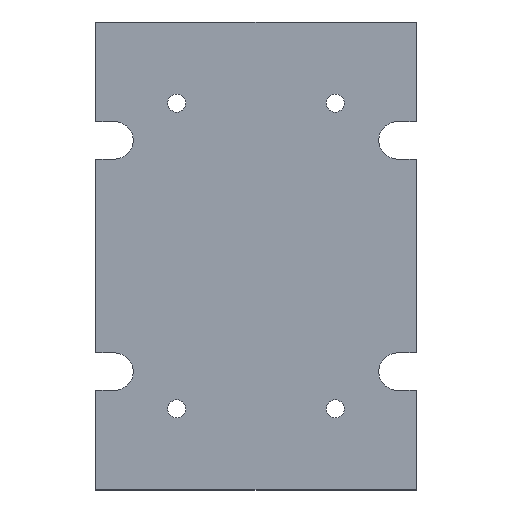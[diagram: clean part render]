
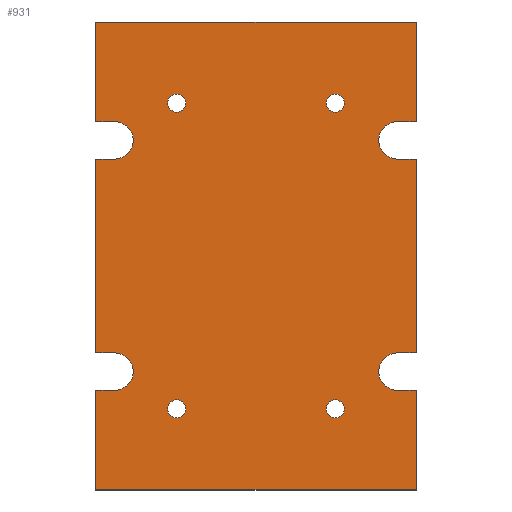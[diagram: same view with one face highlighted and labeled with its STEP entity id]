
A CAD part, top view. The second image highlights one B-rep face of the part: STEP entity #931.
In plain terms, the highlighted planar face has unit normal (0, 0, 1).
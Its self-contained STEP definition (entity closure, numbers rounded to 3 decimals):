
#105=CARTESIAN_POINT('',(1.6,0.,0.0));
#106=VERTEX_POINT('',#105);
#107=CARTESIAN_POINT('',(0.0,0.,0.0));
#108=DIRECTION('',(0.0,0.0,-1.0));
#109=DIRECTION('',(1.0,0.0,0.0));
#110=AXIS2_PLACEMENT_3D('',#107,#108,#109);
#111=CIRCLE('',#110,1.6);
#112=EDGE_CURVE('',#106,#106,#111,.T.);
#154=CARTESIAN_POINT('',(1.6,54.0,0.0));
#155=VERTEX_POINT('',#154);
#156=CARTESIAN_POINT('',(0.,54.0,0.0));
#157=DIRECTION('',(0.0,0.0,-1.0));
#158=DIRECTION('',(1.0,0.0,0.0));
#159=AXIS2_PLACEMENT_3D('',#156,#157,#158);
#160=CIRCLE('',#159,1.6);
#161=EDGE_CURVE('',#155,#155,#160,.T.);
#203=CARTESIAN_POINT('',(29.6,54.,0.0));
#204=VERTEX_POINT('',#203);
#205=CARTESIAN_POINT('',(28.,54.,0.0));
#206=DIRECTION('',(0.0,0.0,-1.0));
#207=DIRECTION('',(1.0,0.0,0.0));
#208=AXIS2_PLACEMENT_3D('',#205,#206,#207);
#209=CIRCLE('',#208,1.6);
#210=EDGE_CURVE('',#204,#204,#209,.T.);
#252=CARTESIAN_POINT('',(29.6,0.,0.0));
#253=VERTEX_POINT('',#252);
#254=CARTESIAN_POINT('',(28.,0.,0.0));
#255=DIRECTION('',(0.0,0.0,-1.0));
#256=DIRECTION('',(1.0,0.0,0.0));
#257=AXIS2_PLACEMENT_3D('',#254,#255,#256);
#258=CIRCLE('',#257,1.6);
#259=EDGE_CURVE('',#253,#253,#258,.T.);
#279=CARTESIAN_POINT('',(-14.306,50.747,0.0));
#280=VERTEX_POINT('',#279);
#287=CARTESIAN_POINT('',(-14.306,68.331,0.0));
#288=VERTEX_POINT('',#287);
#289=CARTESIAN_POINT('',(-14.306,50.747,0.0));
#290=DIRECTION('',(0.0,1.0,0.0));
#291=VECTOR('',#290,17.584);
#292=LINE('',#289,#291);
#293=EDGE_CURVE('',#280,#288,#292,.T.);
#317=CARTESIAN_POINT('',(-11.,50.747,0.0));
#318=VERTEX_POINT('',#317);
#325=CARTESIAN_POINT('',(-11.,50.747,0.0));
#326=DIRECTION('',(-1.0,0.0,0.0));
#327=VECTOR('',#326,3.306);
#328=LINE('',#325,#327);
#329=EDGE_CURVE('',#318,#280,#328,.T.);
#349=CARTESIAN_POINT('',(-11.,44.115,0.0));
#350=VERTEX_POINT('',#349);
#357=CARTESIAN_POINT('',(-11.,47.431,0.0));
#358=DIRECTION('',(0.0,0.0,1.0));
#359=DIRECTION('',(0.0,-1.0,0.0));
#360=AXIS2_PLACEMENT_3D('',#357,#358,#359);
#361=CIRCLE('',#360,3.316);
#362=EDGE_CURVE('',#350,#318,#361,.T.);
#381=CARTESIAN_POINT('',(-14.306,44.115,0.0));
#382=VERTEX_POINT('',#381);
#389=CARTESIAN_POINT('',(-14.306,44.115,0.0));
#390=DIRECTION('',(1.0,0.0,0.0));
#391=VECTOR('',#390,3.306);
#392=LINE('',#389,#391);
#393=EDGE_CURVE('',#382,#350,#392,.T.);
#412=CARTESIAN_POINT('',(-14.306,9.885,0.0));
#413=VERTEX_POINT('',#412);
#420=CARTESIAN_POINT('',(-14.306,9.885,0.0));
#421=DIRECTION('',(0.0,1.0,0.0));
#422=VECTOR('',#421,34.23);
#423=LINE('',#420,#422);
#424=EDGE_CURVE('',#413,#382,#423,.T.);
#443=CARTESIAN_POINT('',(-11.,9.885,0.0));
#444=VERTEX_POINT('',#443);
#451=CARTESIAN_POINT('',(-11.,9.885,0.0));
#452=DIRECTION('',(-1.0,0.0,0.0));
#453=VECTOR('',#452,3.306);
#454=LINE('',#451,#453);
#455=EDGE_CURVE('',#444,#413,#454,.T.);
#475=CARTESIAN_POINT('',(-11.,3.253,0.0));
#476=VERTEX_POINT('',#475);
#483=CARTESIAN_POINT('',(-11.,6.569,0.0));
#484=DIRECTION('',(0.0,0.0,1.0));
#485=DIRECTION('',(0.0,-1.0,0.0));
#486=AXIS2_PLACEMENT_3D('',#483,#484,#485);
#487=CIRCLE('',#486,3.316);
#488=EDGE_CURVE('',#476,#444,#487,.T.);
#507=CARTESIAN_POINT('',(-14.306,3.253,0.0));
#508=VERTEX_POINT('',#507);
#515=CARTESIAN_POINT('',(-14.306,3.253,0.0));
#516=DIRECTION('',(1.0,0.0,0.0));
#517=VECTOR('',#516,3.306);
#518=LINE('',#515,#517);
#519=EDGE_CURVE('',#508,#476,#518,.T.);
#538=CARTESIAN_POINT('',(-14.306,-14.331,0.0));
#539=VERTEX_POINT('',#538);
#546=CARTESIAN_POINT('',(-14.306,-14.331,0.0));
#547=DIRECTION('',(0.0,1.0,0.0));
#548=VECTOR('',#547,17.584);
#549=LINE('',#546,#548);
#550=EDGE_CURVE('',#539,#508,#549,.T.);
#569=CARTESIAN_POINT('',(42.306,-14.331,0.0));
#570=VERTEX_POINT('',#569);
#577=CARTESIAN_POINT('',(42.306,-14.331,0.0));
#578=DIRECTION('',(-1.0,0.0,0.0));
#579=VECTOR('',#578,56.611);
#580=LINE('',#577,#579);
#581=EDGE_CURVE('',#570,#539,#580,.T.);
#600=CARTESIAN_POINT('',(42.306,3.253,0.0));
#601=VERTEX_POINT('',#600);
#608=CARTESIAN_POINT('',(42.306,3.253,0.0));
#609=DIRECTION('',(0.0,-1.0,0.0));
#610=VECTOR('',#609,17.584);
#611=LINE('',#608,#610);
#612=EDGE_CURVE('',#601,#570,#611,.T.);
#631=CARTESIAN_POINT('',(39.,3.253,0.0));
#632=VERTEX_POINT('',#631);
#639=CARTESIAN_POINT('',(39.,3.253,0.0));
#640=DIRECTION('',(1.0,0.0,0.0));
#641=VECTOR('',#640,3.306);
#642=LINE('',#639,#641);
#643=EDGE_CURVE('',#632,#601,#642,.T.);
#663=CARTESIAN_POINT('',(39.,9.885,0.0));
#664=VERTEX_POINT('',#663);
#671=CARTESIAN_POINT('',(39.,6.569,0.0));
#672=DIRECTION('',(0.0,0.0,1.0));
#673=DIRECTION('',(0.0,1.0,0.0));
#674=AXIS2_PLACEMENT_3D('',#671,#672,#673);
#675=CIRCLE('',#674,3.316);
#676=EDGE_CURVE('',#664,#632,#675,.T.);
#695=CARTESIAN_POINT('',(42.306,9.885,0.0));
#696=VERTEX_POINT('',#695);
#703=CARTESIAN_POINT('',(42.306,9.885,0.0));
#704=DIRECTION('',(-1.0,0.0,0.0));
#705=VECTOR('',#704,3.306);
#706=LINE('',#703,#705);
#707=EDGE_CURVE('',#696,#664,#706,.T.);
#726=CARTESIAN_POINT('',(42.306,44.115,0.0));
#727=VERTEX_POINT('',#726);
#734=CARTESIAN_POINT('',(42.306,44.115,0.0));
#735=DIRECTION('',(0.0,-1.0,0.0));
#736=VECTOR('',#735,34.23);
#737=LINE('',#734,#736);
#738=EDGE_CURVE('',#727,#696,#737,.T.);
#757=CARTESIAN_POINT('',(39.,44.115,0.0));
#758=VERTEX_POINT('',#757);
#765=CARTESIAN_POINT('',(39.,44.115,0.0));
#766=DIRECTION('',(1.0,0.0,0.0));
#767=VECTOR('',#766,3.306);
#768=LINE('',#765,#767);
#769=EDGE_CURVE('',#758,#727,#768,.T.);
#789=CARTESIAN_POINT('',(39.,50.747,0.0));
#790=VERTEX_POINT('',#789);
#797=CARTESIAN_POINT('',(39.,47.431,0.0));
#798=DIRECTION('',(0.0,0.0,1.0));
#799=DIRECTION('',(0.0,1.0,0.0));
#800=AXIS2_PLACEMENT_3D('',#797,#798,#799);
#801=CIRCLE('',#800,3.316);
#802=EDGE_CURVE('',#790,#758,#801,.T.);
#821=CARTESIAN_POINT('',(42.306,50.747,0.0));
#822=VERTEX_POINT('',#821);
#829=CARTESIAN_POINT('',(42.306,50.747,0.0));
#830=DIRECTION('',(-1.0,0.0,0.0));
#831=VECTOR('',#830,3.306);
#832=LINE('',#829,#831);
#833=EDGE_CURVE('',#822,#790,#832,.T.);
#852=CARTESIAN_POINT('',(42.306,68.331,0.0));
#853=VERTEX_POINT('',#852);
#860=CARTESIAN_POINT('',(42.306,68.331,0.0));
#861=DIRECTION('',(0.0,-1.0,0.0));
#862=VECTOR('',#861,17.584);
#863=LINE('',#860,#862);
#864=EDGE_CURVE('',#853,#822,#863,.T.);
#882=CARTESIAN_POINT('',(-14.306,68.331,0.0));
#883=DIRECTION('',(1.0,0.0,0.0));
#884=VECTOR('',#883,56.611);
#885=LINE('',#882,#884);
#886=EDGE_CURVE('',#288,#853,#885,.T.);
#892=CARTESIAN_POINT('',(14.,27.,0.0));
#893=DIRECTION('',(0.0,0.0,1.0));
#894=DIRECTION('',(1.0,0.0,0.0));
#895=AXIS2_PLACEMENT_3D('',#892,#893,#894);
#896=PLANE('',#895);
#897=ORIENTED_EDGE('',*,*,#886,.F.);
#898=ORIENTED_EDGE('',*,*,#293,.F.);
#899=ORIENTED_EDGE('',*,*,#329,.F.);
#900=ORIENTED_EDGE('',*,*,#362,.F.);
#901=ORIENTED_EDGE('',*,*,#393,.F.);
#902=ORIENTED_EDGE('',*,*,#424,.F.);
#903=ORIENTED_EDGE('',*,*,#455,.F.);
#904=ORIENTED_EDGE('',*,*,#488,.F.);
#905=ORIENTED_EDGE('',*,*,#519,.F.);
#906=ORIENTED_EDGE('',*,*,#550,.F.);
#907=ORIENTED_EDGE('',*,*,#581,.F.);
#908=ORIENTED_EDGE('',*,*,#612,.F.);
#909=ORIENTED_EDGE('',*,*,#643,.F.);
#910=ORIENTED_EDGE('',*,*,#676,.F.);
#911=ORIENTED_EDGE('',*,*,#707,.F.);
#912=ORIENTED_EDGE('',*,*,#738,.F.);
#913=ORIENTED_EDGE('',*,*,#769,.F.);
#914=ORIENTED_EDGE('',*,*,#802,.F.);
#915=ORIENTED_EDGE('',*,*,#833,.F.);
#916=ORIENTED_EDGE('',*,*,#864,.F.);
#917=EDGE_LOOP('',(#897,#898,#899,#900,#901,#902,#903,#904,#905,#906,#907,#908,#909,#910,#911,#912,#913,#914,#915,#916));
#918=FACE_OUTER_BOUND('',#917,.T.);
#919=ORIENTED_EDGE('',*,*,#112,.T.);
#920=EDGE_LOOP('',(#919));
#921=FACE_BOUND('',#920,.T.);
#922=ORIENTED_EDGE('',*,*,#161,.T.);
#923=EDGE_LOOP('',(#922));
#924=FACE_BOUND('',#923,.T.);
#925=ORIENTED_EDGE('',*,*,#210,.T.);
#926=EDGE_LOOP('',(#925));
#927=FACE_BOUND('',#926,.T.);
#928=ORIENTED_EDGE('',*,*,#259,.T.);
#929=EDGE_LOOP('',(#928));
#930=FACE_BOUND('',#929,.T.);
#931=ADVANCED_FACE('',(#918,#921,#924,#927,#930),#896,.T.);
